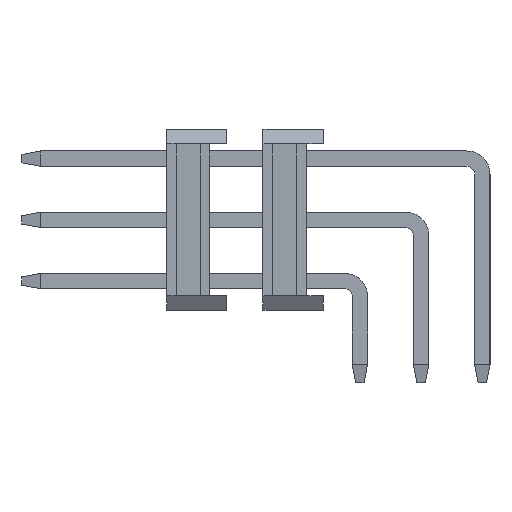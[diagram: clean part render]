
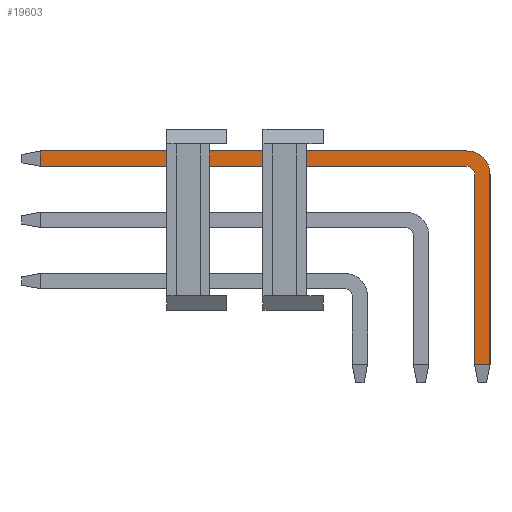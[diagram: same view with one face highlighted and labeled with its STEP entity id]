
A CAD part, left-side view. The second image highlights one B-rep face of the part: STEP entity #19603.
In plain terms, the highlighted planar face has unit normal (-1, 0, 0).
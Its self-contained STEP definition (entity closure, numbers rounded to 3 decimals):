
#19357=CARTESIAN_POINT('',(-0.32,11.75,2.22));
#19358=VERTEX_POINT('',#19357);
#19381=CARTESIAN_POINT('',(-0.32,11.75,2.86));
#19382=VERTEX_POINT('',#19381);
#19383=CARTESIAN_POINT('',(-0.32,11.75,2.22));
#19384=DIRECTION('',(0.,0.,1.));
#19385=VECTOR('',#19384,0.64);
#19386=LINE('',#19383,#19385);
#19387=EDGE_CURVE('',#19358,#19382,#19386,.T.);
#19428=CARTESIAN_POINT('',(-0.32,-5.96,2.86));
#19429=VERTEX_POINT('',#19428);
#19430=CARTESIAN_POINT('',(-0.32,11.75,2.86));
#19431=DIRECTION('',(0.,-1.,0.));
#19432=VECTOR('',#19431,17.71);
#19433=LINE('',#19430,#19432);
#19434=EDGE_CURVE('',#19382,#19429,#19433,.T.);
#19535=CARTESIAN_POINT('',(-0.32,-5.96,2.22));
#19536=VERTEX_POINT('',#19535);
#19543=CARTESIAN_POINT('',(-0.32,-5.96,2.22));
#19544=DIRECTION('',(0.,1.,0.));
#19545=VECTOR('',#19544,17.71);
#19546=LINE('',#19543,#19545);
#19547=EDGE_CURVE('',#19536,#19358,#19546,.T.);
#19553=CARTESIAN_POINT('',(-0.32,12.5,2.86));
#19554=DIRECTION('',(0.,0.,-1.));
#19555=DIRECTION('',(-1.,-0.,-0.));
#19556=AXIS2_PLACEMENT_3D('',#19553,#19555,#19554);
#19557=PLANE('',#19556);
#19558=ORIENTED_EDGE('',*,*,#19547,.F.);
#19559=CARTESIAN_POINT('',(-0.32,-6.28,1.9));
#19560=VERTEX_POINT('',#19559);
#19561=CARTESIAN_POINT('',(-0.32,-5.96,1.9));
#19562=DIRECTION('',(0.,0.,1.));
#19563=DIRECTION('',(1.,0.,0.));
#19564=AXIS2_PLACEMENT_3D('',#19561,#19563,#19562);
#19565=CIRCLE('',#19564,0.32);
#19566=EDGE_CURVE('',#19536,#19560,#19565,.T.);
#19567=ORIENTED_EDGE('',*,*,#19566,.T.);
#19568=CARTESIAN_POINT('',(-0.32,-6.28,-6.));
#19569=VERTEX_POINT('',#19568);
#19570=CARTESIAN_POINT('',(-0.32,-6.28,1.9));
#19571=DIRECTION('',(0.,0.,-1.));
#19572=VECTOR('',#19571,7.9);
#19573=LINE('',#19570,#19572);
#19574=EDGE_CURVE('',#19560,#19569,#19573,.T.);
#19575=ORIENTED_EDGE('',*,*,#19574,.T.);
#19576=CARTESIAN_POINT('',(-0.32,-6.92,-6.));
#19577=VERTEX_POINT('',#19576);
#19578=CARTESIAN_POINT('',(-0.32,-6.28,-6.));
#19579=DIRECTION('',(0.,-1.,0.));
#19580=VECTOR('',#19579,0.64);
#19581=LINE('',#19578,#19580);
#19582=EDGE_CURVE('',#19569,#19577,#19581,.T.);
#19583=ORIENTED_EDGE('',*,*,#19582,.T.);
#19584=CARTESIAN_POINT('',(-0.32,-6.92,1.9));
#19585=VERTEX_POINT('',#19584);
#19586=CARTESIAN_POINT('',(-0.32,-6.92,-6.));
#19587=DIRECTION('',(0.,0.,1.));
#19588=VECTOR('',#19587,7.9);
#19589=LINE('',#19586,#19588);
#19590=EDGE_CURVE('',#19577,#19585,#19589,.T.);
#19591=ORIENTED_EDGE('',*,*,#19590,.T.);
#19592=CARTESIAN_POINT('',(-0.32,-5.96,1.9));
#19593=DIRECTION('',(0.,-1.,0.));
#19594=DIRECTION('',(-1.,0.,0.));
#19595=AXIS2_PLACEMENT_3D('',#19592,#19594,#19593);
#19596=CIRCLE('',#19595,0.96);
#19597=EDGE_CURVE('',#19585,#19429,#19596,.T.);
#19598=ORIENTED_EDGE('',*,*,#19597,.T.);
#19599=ORIENTED_EDGE('',*,*,#19434,.F.);
#19600=ORIENTED_EDGE('',*,*,#19387,.F.);
#19601=EDGE_LOOP('',(#19558,#19567,#19575,#19583,#19591,#19598,#19599,#19600));
#19602=FACE_OUTER_BOUND('',#19601,.T.);
#19603=ADVANCED_FACE('',(#19602),#19557,.T.);
